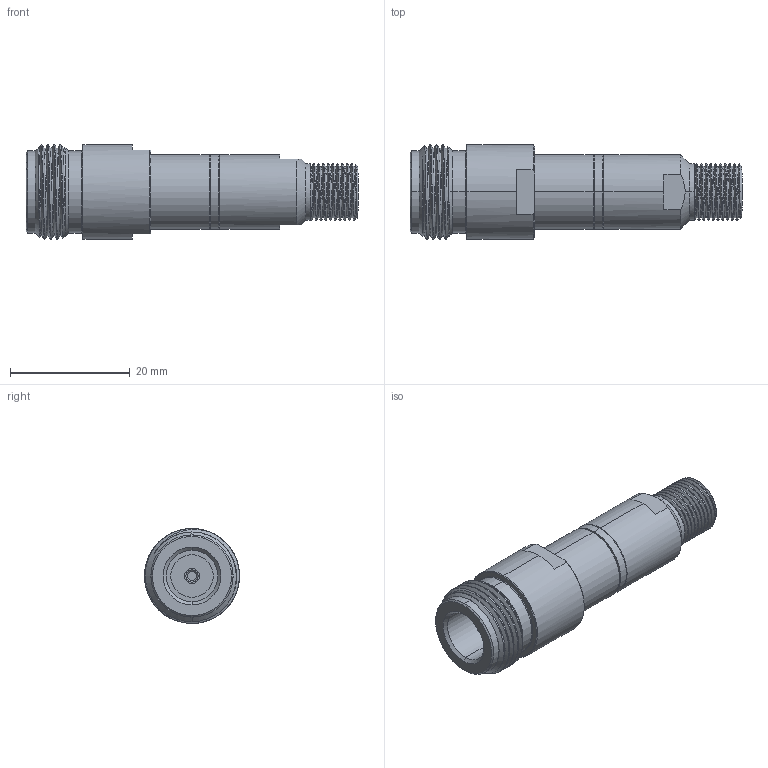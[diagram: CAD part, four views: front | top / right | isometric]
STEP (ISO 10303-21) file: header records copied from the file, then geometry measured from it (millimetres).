
FILE_DESCRIPTION (( 'STEP AP214' ), '1' );
FILE_NAME ('FMMP1106_3D.step', '2023-03-30T16:13:36', ( '' ), ( '' ), 'SwSTEP 2.0', 'SolidWorks 2022', '' );
FILE_SCHEMA (( 'AUTOMOTIVE_DESIGN' ));
Length unit declared in the file: inch
Products named in the file (1): FMMP1106_3D
Bounding box: 55.5 x 15.88 x 15.88 mm (x, y, z)
Volume: 6660.8 mm3; surface area: 3509.6 mm2
Topology: 1 solids, 1 shells, 153 faces, 390 edges, 253 vertices
Faces by surface type: cylinder 65, plane 53, cone 27, bspline 6, torus 2
Entity records: 9480 total; most frequent: CARTESIAN_POINT 5989, ORIENTED_EDGE 780, DIRECTION 659, EDGE_CURVE 390, VERTEX_POINT 253, AXIS2_PLACEMENT_3D 250, EDGE_LOOP 167, LINE 159
